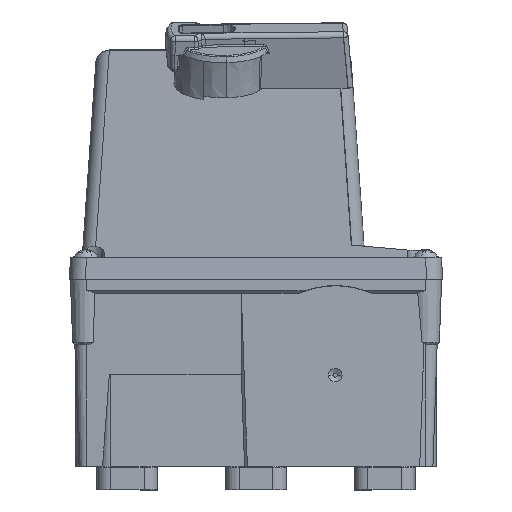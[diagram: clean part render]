
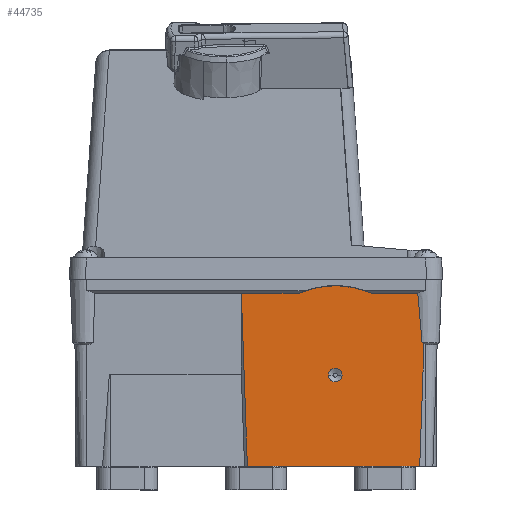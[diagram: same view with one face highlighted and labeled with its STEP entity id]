
A CAD part, front view. The second image highlights one B-rep face of the part: STEP entity #44735.
In plain terms, the highlighted planar face has unit normal (0, -1, 0).
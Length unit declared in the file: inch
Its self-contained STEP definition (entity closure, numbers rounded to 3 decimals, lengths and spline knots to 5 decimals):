
#1725 = VERTEX_POINT ( 'NONE', #44841 ) ;
#2279 = CARTESIAN_POINT ( 'NONE',  ( -0.15941, -5.79693, 0.44 ) ) ;
#3068 = CARTESIAN_POINT ( 'NONE',  ( 2.98465, -5.79693, 3.63023 ) ) ;
#4904 = DIRECTION ( 'NONE',  ( 0., -1., 0. ) ) ;
#5741 = CARTESIAN_POINT ( 'NONE',  ( 2.12757, -5.79693, 3.63023 ) ) ;
#6417 = B_SPLINE_CURVE_WITH_KNOTS ( 'NONE', 3,
 ( #3068, #50449, #27139, #67860, #51221, #75346, #14528, #61913 ),
 .UNSPECIFIED., .F., .F.,
 ( 4, 2, 2, 4 ),
 ( 0., 0.01161, 0.01741, 0.02321 ),
 .UNSPECIFIED. ) ;
#6995 = DIRECTION ( 'NONE',  ( 1., 0., 0. ) ) ;
#7742 = CARTESIAN_POINT ( 'NONE',  ( 3.09963, -5.79693, 2.71298 ) ) ;
#8831 = VERTEX_POINT ( 'NONE', #5741 ) ;
#9149 = ORIENTED_EDGE ( 'NONE', *, *, #76038, .F. ) ;
#9403 = DIRECTION ( 'NONE',  ( 0., 1., 0. ) ) ;
#9406 = CIRCLE ( 'NONE', #73754, 0.125 ) ;
#10559 = ORIENTED_EDGE ( 'NONE', *, *, #39482, .F. ) ;
#10571 = CARTESIAN_POINT ( 'NONE',  ( -0.15941, -5.79693, 0.44 ) ) ;
#10838 = VERTEX_POINT ( 'NONE', #70007 ) ;
#11238 = ORIENTED_EDGE ( 'NONE', *, *, #15606, .F. ) ;
#11471 = EDGE_CURVE ( 'NONE', #74296, #8831, #34129, .T. ) ;
#11984 = PLANE ( 'NONE',  #58377 ) ;
#12627 = CARTESIAN_POINT ( 'NONE',  ( 3.02025, -5.79693, 0.44 ) ) ;
#12655 = AXIS2_PLACEMENT_3D ( 'NONE', #67893, #9403, #13782 ) ;
#13657 = CARTESIAN_POINT ( 'NONE',  ( 3.07597, -5.79693, 2.71691 ) ) ;
#13782 = DIRECTION ( 'NONE',  ( -1., 0., 0. ) ) ;
#14114 = DIRECTION ( 'NONE',  ( -0.035, 0., 0.999 ) ) ;
#14528 = CARTESIAN_POINT ( 'NONE',  ( 3.05445, -5.79693, 2.79553 ) ) ;
#15266 = DIRECTION ( 'NONE',  ( -0.035, 0., -0.999 ) ) ;
#15606 = EDGE_CURVE ( 'NONE', #1725, #10838, #6417, .T. ) ;
#16617 = ORIENTED_EDGE ( 'NONE', *, *, #17178, .F. ) ;
#17168 = AXIS2_PLACEMENT_3D ( 'NONE', #71231, #4904, #53055 ) ;
#17178 = EDGE_CURVE ( 'NONE', #73725, #64393, #51195, .T. ) ;
#17725 = EDGE_CURVE ( 'NONE', #71365, #19303, #51212, .T. ) ;
#18642 = B_SPLINE_CURVE_WITH_KNOTS ( 'NONE', 3,
 ( #73303, #13657, #49194, #7742 ),
 .UNSPECIFIED., .F., .F.,
 ( 4, 4 ),
 ( 0., 0.00091 ),
 .UNSPECIFIED. ) ;
#18678 = DIRECTION ( 'NONE',  ( 0., 1., 0. ) ) ;
#18932 = VECTOR ( 'NONE', #34876, 39.37008 ) ;
#19303 = VERTEX_POINT ( 'NONE', #32019 ) ;
#19759 = DIRECTION ( 'NONE',  ( -1., 0., 0. ) ) ;
#20420 = CARTESIAN_POINT ( 'NONE',  ( 3.09963, -5.79693, 2.71298 ) ) ;
#21237 = ORIENTED_EDGE ( 'NONE', *, *, #11471, .F. ) ;
#22504 = EDGE_CURVE ( 'NONE', #19303, #71365, #9406, .T. ) ;
#24590 = CARTESIAN_POINT ( 'NONE',  ( 3.09963, -5.79693, 2.71298 ) ) ;
#26375 = EDGE_LOOP ( 'NONE', ( #43053, #48509 ) ) ;
#27139 = CARTESIAN_POINT ( 'NONE',  ( 3.0059, -5.79693, 3.32636 ) ) ;
#28389 = CARTESIAN_POINT ( 'NONE',  ( 0.79834, -5.79693, 3.63023 ) ) ;
#29439 = VERTEX_POINT ( 'NONE', #10571 ) ;
#29502 = DIRECTION ( 'NONE',  ( -1., 0., 0. ) ) ;
#30534 = CARTESIAN_POINT ( 'NONE',  ( 3.66023, -5.79693, 3.63023 ) ) ;
#31082 = CARTESIAN_POINT ( 'NONE',  ( -0.27081, -5.79693, 3.63023 ) ) ;
#31472 = LINE ( 'NONE', #31082, #73245 ) ;
#32019 = CARTESIAN_POINT ( 'NONE',  ( 1.33795, -5.79693, 2.12002 ) ) ;
#32074 = CARTESIAN_POINT ( 'NONE',  ( 1.58795, -5.79693, 2.11998 ) ) ;
#34129 = CIRCLE ( 'NONE', #12655, 1.65 ) ;
#34859 = EDGE_CURVE ( 'NONE', #64393, #29439, #61227, .T. ) ;
#34876 = DIRECTION ( 'NONE',  ( 1., 0., 0. ) ) ;
#36848 = FACE_OUTER_BOUND ( 'NONE', #62558, .T. ) ;
#39482 = EDGE_CURVE ( 'NONE', #42476, #74296, #31472, .T. ) ;
#42476 = VERTEX_POINT ( 'NONE', #73054 ) ;
#43053 = ORIENTED_EDGE ( 'NONE', *, *, #22504, .F. ) ;
#43149 = DIRECTION ( 'NONE',  ( -1., 0., 0. ) ) ;
#43289 = CARTESIAN_POINT ( 'NONE',  ( 1.46295, -5.79693, 2.12 ) ) ;
#44254 = EDGE_CURVE ( 'NONE', #29439, #42476, #57495, .T. ) ;
#44735 = ADVANCED_FACE ( 'NONE', ( #36848, #61304 ), #11984, .F. ) ;
#44841 = CARTESIAN_POINT ( 'NONE',  ( 2.98465, -5.79693, 3.63023 ) ) ;
#46518 = ORIENTED_EDGE ( 'NONE', *, *, #52461, .F. ) ;
#46634 = VECTOR ( 'NONE', #19759, 39.37008 ) ;
#48411 = DIRECTION ( 'NONE',  ( 0., -1., 0. ) ) ;
#48509 = ORIENTED_EDGE ( 'NONE', *, *, #17725, .F. ) ;
#49194 = CARTESIAN_POINT ( 'NONE',  ( 3.08771, -5.79693, 2.71453 ) ) ;
#50449 = CARTESIAN_POINT ( 'NONE',  ( 2.99492, -5.79693, 3.47826 ) ) ;
#51195 = LINE ( 'NONE', #20420, #62538 ) ;
#51212 = CIRCLE ( 'NONE', #17168, 0.125 ) ;
#51221 = CARTESIAN_POINT ( 'NONE',  ( 3.03148, -5.79693, 3.02281 ) ) ;
#51464 = CARTESIAN_POINT ( 'NONE',  ( 2.12757, -5.79693, 3.63023 ) ) ;
#52461 = EDGE_CURVE ( 'NONE', #10838, #73725, #18642, .T. ) ;
#52487 = ORIENTED_EDGE ( 'NONE', *, *, #34859, .F. ) ;
#53055 = DIRECTION ( 'NONE',  ( -1., 0., 0. ) ) ;
#53302 = VECTOR ( 'NONE', #14114, 39.37008 ) ;
#56083 = CARTESIAN_POINT ( 'NONE',  ( 2.905, -5.79693, 0.44 ) ) ;
#57495 = LINE ( 'NONE', #2279, #53302 ) ;
#58377 = AXIS2_PLACEMENT_3D ( 'NONE', #30534, #18678, #43149 ) ;
#61227 = LINE ( 'NONE', #56083, #46634 ) ;
#61304 = FACE_BOUND ( 'NONE', #26375, .T. ) ;
#61913 = CARTESIAN_POINT ( 'NONE',  ( 3.06436, -5.79693, 2.72 ) ) ;
#62538 = VECTOR ( 'NONE', #15266, 39.37008 ) ;
#62558 = EDGE_LOOP ( 'NONE', ( #11238, #9149, #21237, #10559, #63376, #52487, #16617, #46518 ) ) ;
#63376 = ORIENTED_EDGE ( 'NONE', *, *, #44254, .F. ) ;
#64393 = VERTEX_POINT ( 'NONE', #12627 ) ;
#67860 = CARTESIAN_POINT ( 'NONE',  ( 3.02478, -5.79693, 3.09868 ) ) ;
#67893 = CARTESIAN_POINT ( 'NONE',  ( 1.46295, -5.79693, 2.12 ) ) ;
#70007 = CARTESIAN_POINT ( 'NONE',  ( 3.06436, -5.79693, 2.72 ) ) ;
#71231 = CARTESIAN_POINT ( 'NONE',  ( 1.46295, -5.79693, 2.12 ) ) ;
#71365 = VERTEX_POINT ( 'NONE', #32074 ) ;
#73054 = CARTESIAN_POINT ( 'NONE',  ( -0.27081, -5.79693, 3.63023 ) ) ;
#73245 = VECTOR ( 'NONE', #6995, 39.37008 ) ;
#73303 = CARTESIAN_POINT ( 'NONE',  ( 3.06436, -5.79693, 2.72 ) ) ;
#73725 = VERTEX_POINT ( 'NONE', #24590 ) ;
#73754 = AXIS2_PLACEMENT_3D ( 'NONE', #43289, #48411, #29502 ) ;
#74296 = VERTEX_POINT ( 'NONE', #28389 ) ;
#75346 = CARTESIAN_POINT ( 'NONE',  ( 3.04636, -5.79693, 2.87124 ) ) ;
#76038 = EDGE_CURVE ( 'NONE', #8831, #1725, #77151, .T. ) ;
#77151 = LINE ( 'NONE', #51464, #18932 ) ;
